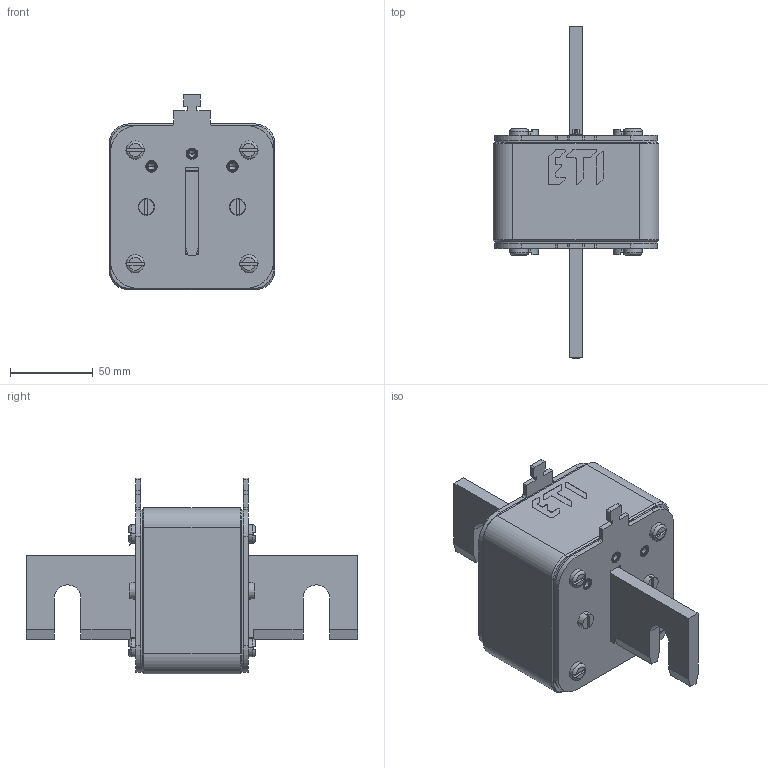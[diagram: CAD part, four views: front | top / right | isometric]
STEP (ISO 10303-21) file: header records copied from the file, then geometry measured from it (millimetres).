
FILE_DESCRIPTION((''),'2;1');
FILE_NAME('TAL_VL_NH4_ASM','2021-08-16T',('said.beganovic'),('Audax d.o.o.'),'CREO PARAMETRIC BY PTC INC, 2017020','CREO PARAMETRIC BY PTC INC, 2017020','');
FILE_SCHEMA(('AUTOMOTIVE_DESIGN { 1 0 10303 214 1 1 1 1 }'));
Length unit declared in the file: millimetre
Products named in the file (12): 0000033431; MEDLEGA_NH4; POKROV_NH4; POKROV_3_NH4; 0000006104; NOZ_NH4; NOZ_PRITRDILRC_NH4_ASM; 0000032825; M6X10_510322181; NH_INDIKATOR_AF0; 0000002790; TAL_VL_NH4_ASM
Assembly tree (26 placements, depth 3):
  TAL_VL_NH4_ASM
    0000033431
    MEDLEGA_NH4  x2
    POKROV_NH4
    POKROV_3_NH4
    NOZ_PRITRDILRC_NH4_ASM  x2
      0000006104
      NOZ_NH4
    0000032825  x8
    M6X10_510322181  x4
    NH_INDIKATOR_AF0
    0000002790  x4
Bounding box: 100 x 200 x 118 mm (x, y, z)
Volume: 739066.3 mm3; surface area: 158521.8 mm2
Topology: 26 solids, 34 shells, 683 faces, 1658 edges, 1056 vertices
Faces by surface type: plane 299, cylinder 248, torus 72, cone 64
Entity records: 19005 total; most frequent: DIRECTION 2034, CARTESIAN_POINT 2006, ORIENTED_EDGE 1816, PRESENTATION_STYLE_ASSIGNMENT 1275, STYLED_ITEM 1224, CURVE_STYLE 914, EDGE_CURVE 914, AXIS2_PLACEMENT_3D 736
